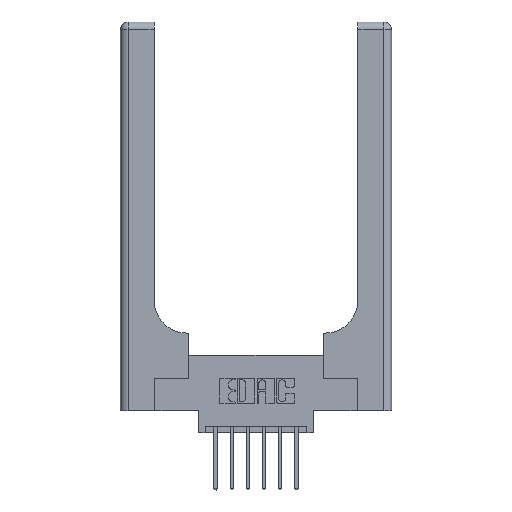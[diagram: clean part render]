
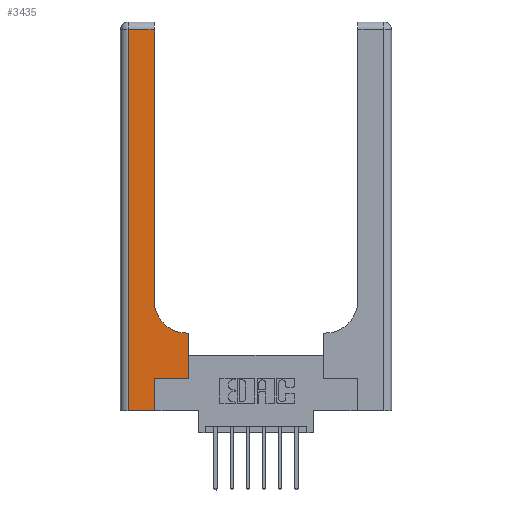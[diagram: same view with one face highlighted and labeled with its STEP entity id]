
A CAD part, top view. The second image highlights one B-rep face of the part: STEP entity #3435.
In plain terms, the highlighted planar face has unit normal (0, 0, 1).
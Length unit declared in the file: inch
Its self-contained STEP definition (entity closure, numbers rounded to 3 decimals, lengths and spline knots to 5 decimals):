
#33 = DIRECTION ( 'NONE',  ( 1., 0., 0. ) ) ;
#326 = CARTESIAN_POINT ( 'NONE',  ( 0.528, 0.6, 0.37 ) ) ;
#337 = CARTESIAN_POINT ( 'NONE',  ( 0.26, 0.85, 0.37 ) ) ;
#600 = LINE ( 'NONE', #12911, #11498 ) ;
#949 = CARTESIAN_POINT ( 'NONE',  ( 0.26, 0.6, 0.37 ) ) ;
#1253 = LINE ( 'NONE', #11462, #3890 ) ;
#1512 = CARTESIAN_POINT ( 'NONE',  ( 0.528, 0.25, 0.37 ) ) ;
#1633 = VERTEX_POINT ( 'NONE', #7397 ) ;
#1850 = AXIS2_PLACEMENT_3D ( 'NONE', #13077, #6631, #33 ) ;
#2161 = EDGE_CURVE ( 'NONE', #9544, #12302, #4116, .T. ) ;
#2298 = VECTOR ( 'NONE', #11452, 39.37008 ) ;
#2524 = VERTEX_POINT ( 'NONE', #326 ) ;
#2955 = EDGE_CURVE ( 'NONE', #12088, #12144, #600, .T. ) ;
#2959 = LINE ( 'NONE', #949, #11230 ) ;
#3435 = ADVANCED_FACE ( 'NONE', ( #9960 ), #4213, .F. ) ;
#3683 = ORIENTED_EDGE ( 'NONE', *, *, #7673, .T. ) ;
#3752 = LINE ( 'NONE', #13246, #6296 ) ;
#3890 = VECTOR ( 'NONE', #5038, 39.37008 ) ;
#3986 = CARTESIAN_POINT ( 'NONE',  ( 0.06, 2.94, 0.37 ) ) ;
#4048 = ORIENTED_EDGE ( 'NONE', *, *, #8572, .T. ) ;
#4116 = LINE ( 'NONE', #6185, #4453 ) ;
#4213 = PLANE ( 'NONE',  #10373 ) ;
#4339 = CARTESIAN_POINT ( 'NONE',  ( 0.265, 0., 0.37 ) ) ;
#4453 = VECTOR ( 'NONE', #12604, 39.37008 ) ;
#4516 = EDGE_CURVE ( 'NONE', #1633, #12088, #1253, .T. ) ;
#4982 = EDGE_CURVE ( 'NONE', #8215, #2524, #7400, .T. ) ;
#5038 = DIRECTION ( 'NONE',  ( -1., 0., 0. ) ) ;
#5144 = CARTESIAN_POINT ( 'NONE',  ( 0.51, 0.6, 0.37 ) ) ;
#5595 = VERTEX_POINT ( 'NONE', #5144 ) ;
#5735 = DIRECTION ( 'NONE',  ( 1., 0., 0. ) ) ;
#6185 = CARTESIAN_POINT ( 'NONE',  ( 0.265, 0., 0.37 ) ) ;
#6296 = VECTOR ( 'NONE', #5735, 39.37008 ) ;
#6378 = DIRECTION ( 'NONE',  ( 0., 0., -1. ) ) ;
#6505 = EDGE_CURVE ( 'NONE', #5595, #6709, #12412, .T. ) ;
#6631 = DIRECTION ( 'NONE',  ( 0., 0., -1. ) ) ;
#6709 = VERTEX_POINT ( 'NONE', #337 ) ;
#6791 = CARTESIAN_POINT ( 'NONE',  ( 0.26, 3., 0.37 ) ) ;
#7211 = ORIENTED_EDGE ( 'NONE', *, *, #4982, .T. ) ;
#7397 = CARTESIAN_POINT ( 'NONE',  ( 0.26, 2.94, 0.37 ) ) ;
#7400 = LINE ( 'NONE', #10365, #2298 ) ;
#7544 = DIRECTION ( 'NONE',  ( 0., -1., 0. ) ) ;
#7673 = EDGE_CURVE ( 'NONE', #6709, #1633, #13805, .T. ) ;
#8057 = VECTOR ( 'NONE', #12152, 39.37008 ) ;
#8215 = VERTEX_POINT ( 'NONE', #1512 ) ;
#8437 = LINE ( 'NONE', #12333, #10963 ) ;
#8572 = EDGE_CURVE ( 'NONE', #2524, #5595, #2959, .T. ) ;
#8651 = EDGE_LOOP ( 'NONE', ( #3683, #10486, #13766, #9212, #13381, #9833, #7211, #4048, #13298 ) ) ;
#9212 = ORIENTED_EDGE ( 'NONE', *, *, #12541, .T. ) ;
#9544 = VERTEX_POINT ( 'NONE', #4339 ) ;
#9666 = DIRECTION ( 'NONE',  ( -1., 0., 0. ) ) ;
#9833 = ORIENTED_EDGE ( 'NONE', *, *, #11941, .T. ) ;
#9960 = FACE_OUTER_BOUND ( 'NONE', #8651, .T. ) ;
#10365 = CARTESIAN_POINT ( 'NONE',  ( 0.528, 0.25, 0.37 ) ) ;
#10373 = AXIS2_PLACEMENT_3D ( 'NONE', #12806, #6378, #13897 ) ;
#10486 = ORIENTED_EDGE ( 'NONE', *, *, #4516, .T. ) ;
#10777 = CARTESIAN_POINT ( 'NONE',  ( 0.265, 0.25, 0.37 ) ) ;
#10963 = VECTOR ( 'NONE', #13420, 39.37008 ) ;
#11230 = VECTOR ( 'NONE', #9666, 39.37008 ) ;
#11452 = DIRECTION ( 'NONE',  ( 0., 1., 0. ) ) ;
#11462 = CARTESIAN_POINT ( 'NONE',  ( 0., 2.94, 0.37 ) ) ;
#11498 = VECTOR ( 'NONE', #7544, 39.37008 ) ;
#11598 = CARTESIAN_POINT ( 'NONE',  ( 0.06, 0., 0.37 ) ) ;
#11941 = EDGE_CURVE ( 'NONE', #12302, #8215, #3752, .T. ) ;
#12088 = VERTEX_POINT ( 'NONE', #3986 ) ;
#12144 = VERTEX_POINT ( 'NONE', #11598 ) ;
#12152 = DIRECTION ( 'NONE',  ( 0., 1., 0. ) ) ;
#12302 = VERTEX_POINT ( 'NONE', #10777 ) ;
#12333 = CARTESIAN_POINT ( 'NONE',  ( 0., 0., 0.37 ) ) ;
#12412 = CIRCLE ( 'NONE', #1850, 0.25 ) ;
#12541 = EDGE_CURVE ( 'NONE', #12144, #9544, #8437, .T. ) ;
#12604 = DIRECTION ( 'NONE',  ( 0., 1., 0. ) ) ;
#12806 = CARTESIAN_POINT ( 'NONE',  ( 0., 3., 0.37 ) ) ;
#12911 = CARTESIAN_POINT ( 'NONE',  ( 0.06, 3., 0.37 ) ) ;
#13077 = CARTESIAN_POINT ( 'NONE',  ( 0.51, 0.85, 0.37 ) ) ;
#13246 = CARTESIAN_POINT ( 'NONE',  ( 0.265, 0.25, 0.37 ) ) ;
#13298 = ORIENTED_EDGE ( 'NONE', *, *, #6505, .T. ) ;
#13381 = ORIENTED_EDGE ( 'NONE', *, *, #2161, .T. ) ;
#13420 = DIRECTION ( 'NONE',  ( 1., 0., 0. ) ) ;
#13766 = ORIENTED_EDGE ( 'NONE', *, *, #2955, .T. ) ;
#13805 = LINE ( 'NONE', #6791, #8057 ) ;
#13897 = DIRECTION ( 'NONE',  ( -1., 0., 0. ) ) ;
